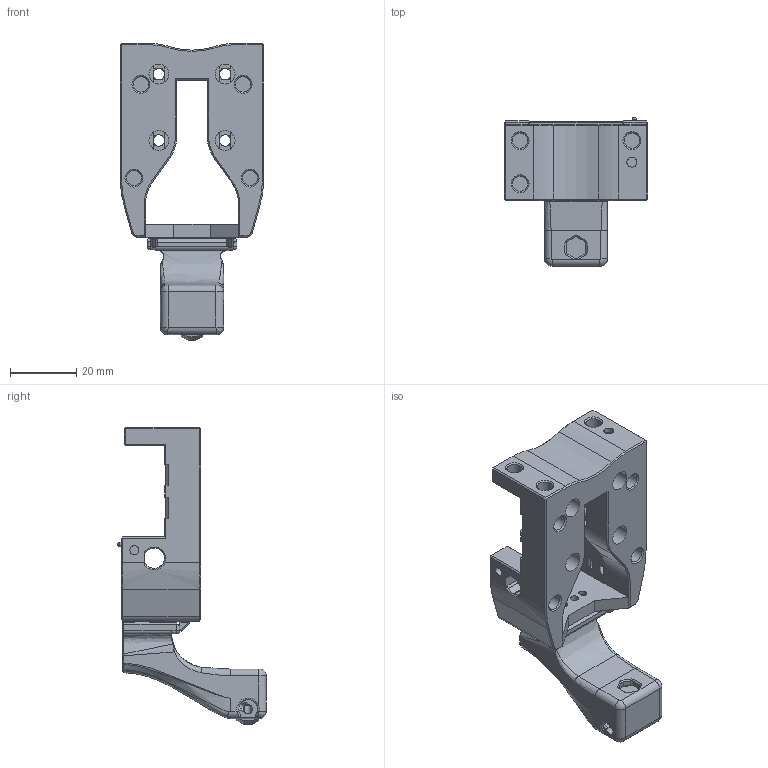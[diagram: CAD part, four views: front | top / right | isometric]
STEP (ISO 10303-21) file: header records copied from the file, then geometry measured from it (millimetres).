
FILE_DESCRIPTION(/* description */ ('STEP AP242','CAx-IF Rec.Pracs.---Representation and Presentation of Product Manufacturing Information (PMI)---4.0---2014-10-13','CAx-IF Rec.Pracs.---3D Tessellated Geometry---0.4---2014-09-14','2;1'),/* implementation_level */ '2;1');
FILE_NAME(/* name */ '644bb5c5e5f594535013043d',/* time_stamp */ '2023-04-28T12:02:15+00:00',/* author */ (''),/* organization */ (''),/* preprocessor_version */ 'ST-DEVELOPER v18.102',/* originating_system */ ' ',/* authorisation */ ' ');
FILE_SCHEMA (('AP242_MANAGED_MODEL_BASED_3D_ENGINEERING_MIM_LF { 1 0 10303 442 1 1 4 }'));
Length unit declared in the file: metre
Products named in the file (3): Klicky-00_Xol2 - Probe_Body; Klicky-00_Probe; Klicky-00_Xol2 - Mantis Xol Sherpa - Carriage
Bounding box: 43.2 x 44.74 x 89.56 mm (x, y, z)
Volume: 34585.3 mm3; surface area: 17668.6 mm2
Topology: 3 solids, 3 shells, 1024 faces, 2748 edges, 1713 vertices
Faces by surface type: plane 689, cylinder 141, cone 102, bspline 85, torus 5, sphere 2
Full cylindrical faces by diameter (mm): 1.43 x1, 1.8 x1, 2.385 x2, 2.7 x1, 2.8 x1, 3 x1, 3.2 x1, 3.4 x4, 4.6 x7, 6 x4
Entity records: 34514 total; most frequent: CARTESIAN_POINT 9965, ORIENTED_EDGE 5372, DIRECTION 4602, EDGE_CURVE 2686, LINE 1862, VECTOR 1862, VERTEX_POINT 1696, AXIS2_PLACEMENT_3D 1370
